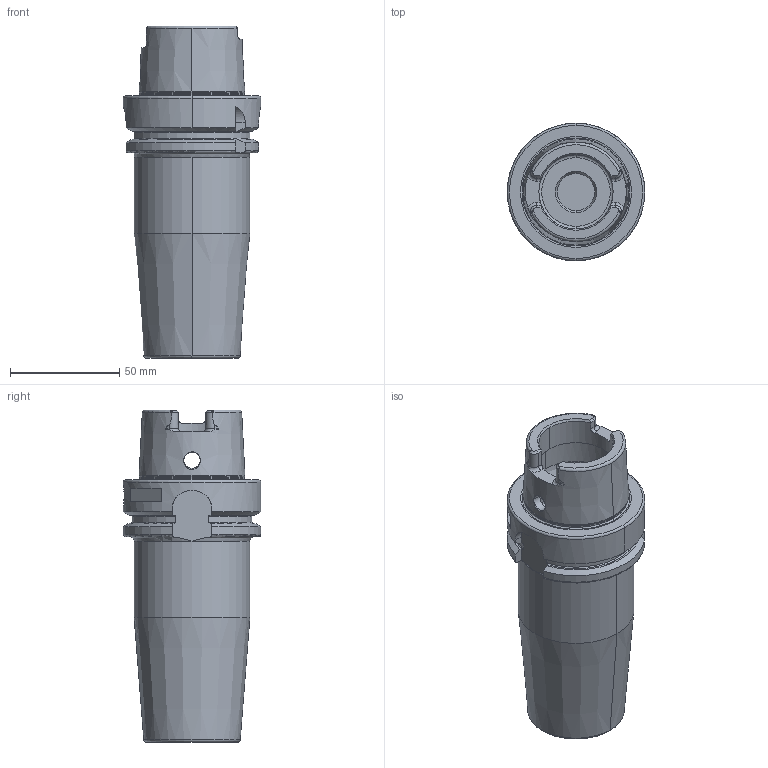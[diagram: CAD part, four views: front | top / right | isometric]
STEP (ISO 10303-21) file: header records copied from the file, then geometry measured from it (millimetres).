
FILE_DESCRIPTION((''),'2;1');
FILE_NAME('A63_70_32_K','2020-11-25T',('103090'),(''),'CREO PARAMETRIC BY PTC INC, 2016260','CREO PARAMETRIC BY PTC INC, 2016260','');
FILE_SCHEMA(('CONFIG_CONTROL_DESIGN'));
Length unit declared in the file: millimetre
Products named in the file (1): A63_70_32_K
Bounding box: 63 x 63 x 152 mm (x, y, z)
Volume: 215229.3 mm3; surface area: 44049.5 mm2
Topology: 1 solids, 1 shells, 209 faces, 518 edges, 317 vertices
Faces by surface type: plane 75, cylinder 51, cone 48, torus 35
Entity records: 7010 total; most frequent: CARTESIAN_POINT 2124, ORIENTED_EDGE 1032, DIRECTION 1007, EDGE_CURVE 516, AXIS2_PLACEMENT_3D 415, VERTEX_POINT 317, EDGE_LOOP 221, FACE_OUTER_BOUND 209
